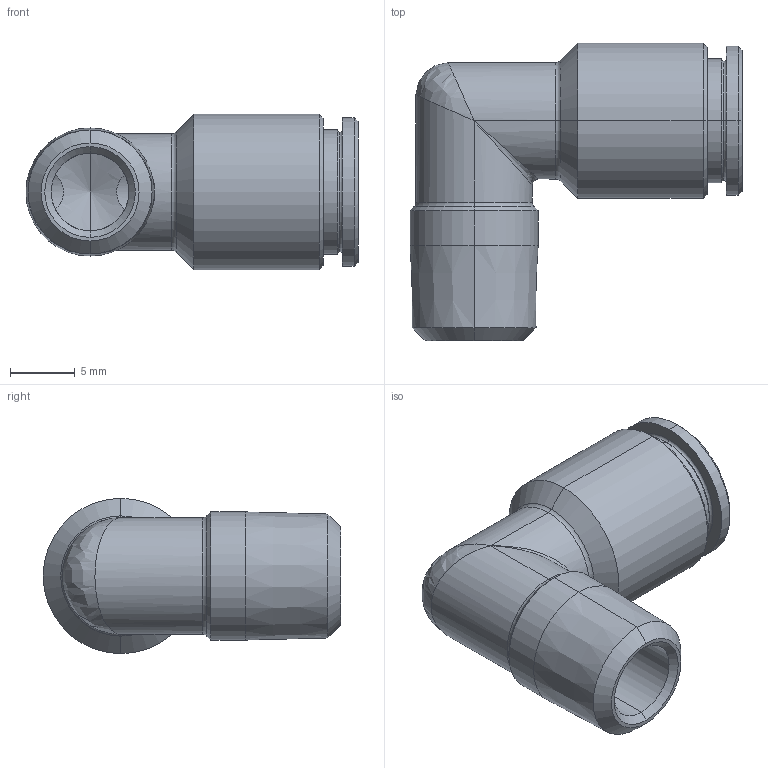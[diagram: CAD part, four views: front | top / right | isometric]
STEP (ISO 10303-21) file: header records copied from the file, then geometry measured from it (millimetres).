
FILE_DESCRIPTION (( 'STEP AP203' ), '1' );
FILE_NAME ('X0040031.STEP', '2010-09-22T13:26:10', ( '' ), ( 'sopra-pneumatic' ), 'SwSTEP 2.0', 'SolidWorks 2009', '' );
FILE_SCHEMA (( 'CONFIG_CONTROL_DESIGN' ));
Length unit declared in the file: millimetre
Products named in the file (1): X0040031
Bounding box: 25.65 x 23 x 12 mm (x, y, z)
Volume: 1976.7 mm3; surface area: 2115.8 mm2
Topology: 1 solids, 1 shells, 55 faces, 124 edges, 65 vertices
Faces by surface type: cylinder 21, cone 20, torus 8, plane 4, bspline 2
Entity records: 2317 total; most frequent: CARTESIAN_POINT 1052, DIRECTION 274, ORIENTED_EDGE 232, AXIS2_PLACEMENT_3D 117, EDGE_CURVE 116, VERTEX_POINT 65, CIRCLE 63, EDGE_LOOP 59
